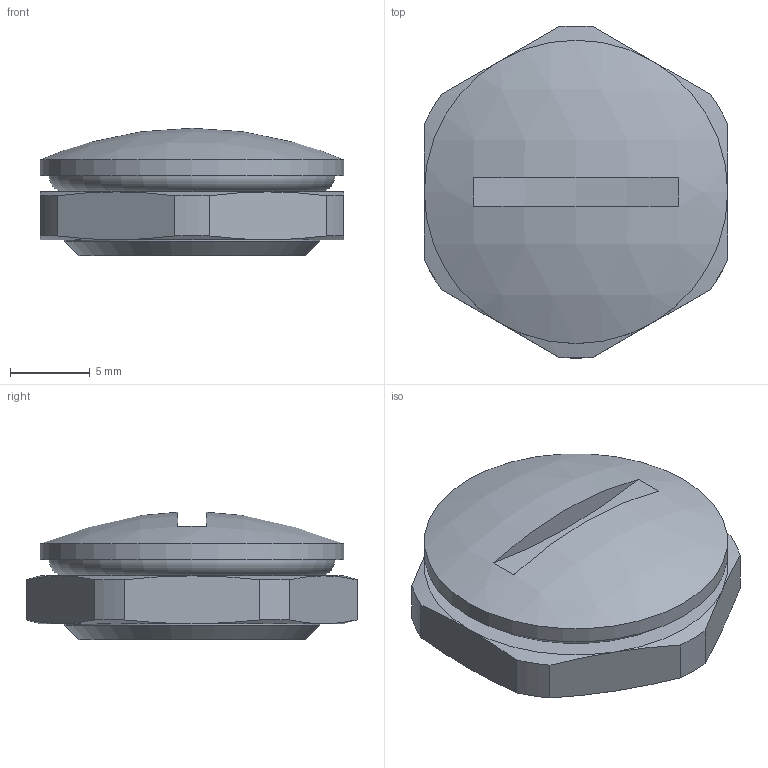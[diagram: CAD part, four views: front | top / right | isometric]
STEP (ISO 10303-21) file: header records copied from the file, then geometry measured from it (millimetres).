
FILE_DESCRIPTION (( 'STEP AP214' ), '1' );
FILE_NAME ('6NH31123BA001XX5_001_STEP.STEP', '2015-07-30T10:12:42', ( '' ), ( '' ), 'SwSTEP 2.0', 'SolidWorks 2014', '' );
FILE_SCHEMA (( 'AUTOMOTIVE_DESIGN' ));
Length unit declared in the file: millimetre
Products named in the file (3): 6NH31123BA001XX5_001_STEP; Body; Gegenmutter
Assembly tree (2 placements, depth 2):
  6NH31123BA001XX5_001_STEP
    Body
    Gegenmutter
Bounding box: 19 x 20.79 x 7.98 mm (x, y, z)
Volume: 1360.6 mm3; surface area: 1758.8 mm2
Topology: 2 solids, 2 shells, 44 faces, 93 edges, 56 vertices
Faces by surface type: cone 17, plane 13, cylinder 12, sphere 1, torus 1
Full cylindrical faces by diameter (mm): 11.5 x1, 13.9 x1, 14.376 x1, 16 x1, 19 x1
Entity records: 1417 total; most frequent: CARTESIAN_POINT 263, DIRECTION 196, ORIENTED_EDGE 162, AXIS2_PLACEMENT_3D 92, EDGE_CURVE 81, EDGE_LOOP 60, VERTEX_POINT 55, FACE_OUTER_BOUND 51
